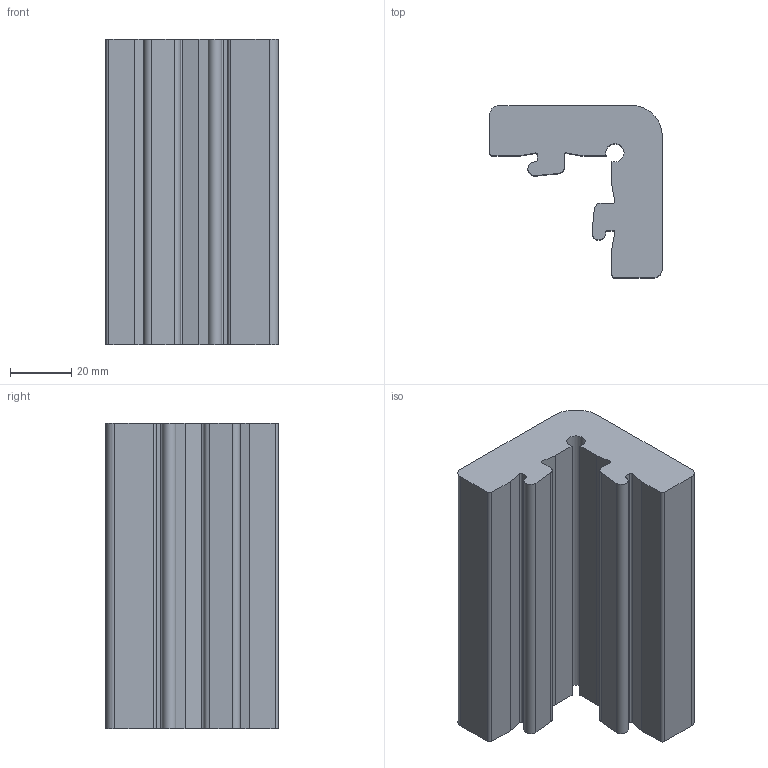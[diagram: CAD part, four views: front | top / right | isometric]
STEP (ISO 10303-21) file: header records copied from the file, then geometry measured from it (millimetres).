
FILE_DESCRIPTION(('Creo Elements/Direct Modeling STEP Export'),'2;1');
FILE_NAME('44.0027_Schaumprofil-L-MMS-44_L-57x57x16,5-2m-gelb.stp','2022-03-21T 9:01:17',(''),(''),'PTC Creo Elements/Direct Modeling STEP processor for AP214 (Solid Model)','PTC Creo Elements/Direct Modeling 19.0C 15-Aug-2015 (C) Parametric Technology GmbH','');
FILE_SCHEMA(('AUTOMOTIVE_DESIGN { 1 0 10303 214 1 1 1 1 }'));
Length unit declared in the file: millimetre
Products named in the file (2): Schaumprofil-L-MMS-44_L-57x57x165-2m-gelb_44.0027_PX174821
Assembly tree (1 placements, depth 2):
  Schaumprofil-L-MMS-44_L-57x57x165-2m-gelb_44.0027_PX174821
    Schaumprofil-L-MMS-44_L-57x57x165-2m-gelb_44.0027_PX174821
Bounding box: 56.5 x 56.5 x 100 mm (x, y, z)
Volume: 165702.3 mm3; surface area: 29764.7 mm2
Topology: 1 solids, 1 shells, 42 faces, 120 edges, 80 vertices
Faces by surface type: plane 22, cylinder 20
Entity records: 1429 total; most frequent: DIRECTION 248, CARTESIAN_POINT 244, ORIENTED_EDGE 240, EDGE_CURVE 120, AXIS2_PLACEMENT_3D 84, VERTEX_POINT 80, VECTOR 80, LINE 80
